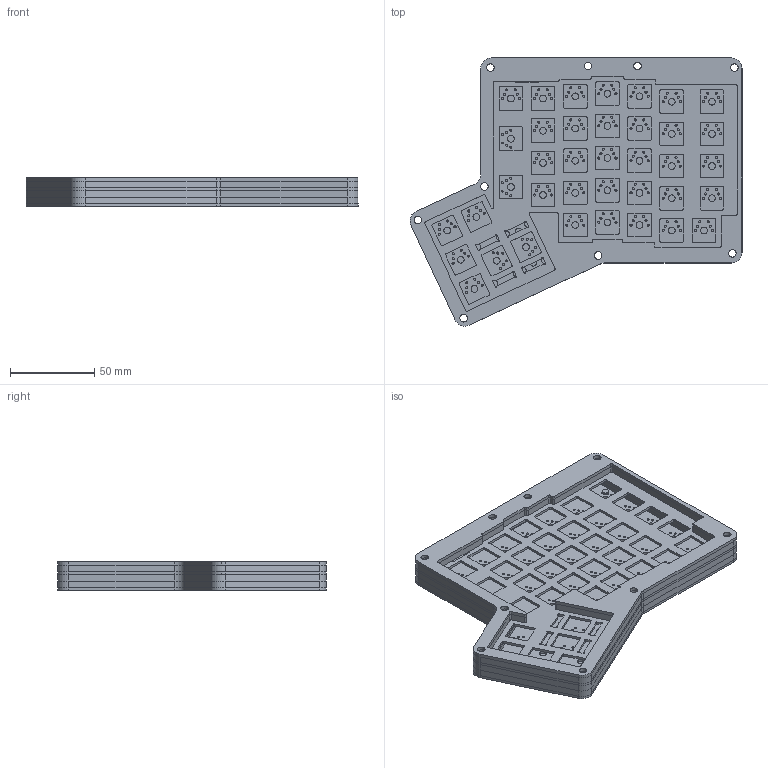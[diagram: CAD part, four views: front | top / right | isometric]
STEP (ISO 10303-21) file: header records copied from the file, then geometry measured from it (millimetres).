
FILE_DESCRIPTION (( 'STEP AP203' ), '1' );
FILE_NAME ('Hot Dox 76 left V1 20181220.STEP', '2019-05-10T01:54:43', ( '' ), ( '' ), 'SwSTEP 2.0', 'SolidWorks 2015', '' );
FILE_SCHEMA (( 'CONFIG_CONTROL_DESIGN' ));
Length unit declared in the file: millimetre
Products named in the file (8): Plate, Spacer, #1_Rev-C; Hot Dox 76 left  V1 20181220; Plate, Top, #1_Rev-C; Plate, Spacer, #2_Rev-C; Plate for Switch Hot Dox V3; Plate, Bottom_Rev-C; PCB; Plate, Top, #2_Rev-C
Assembly tree (7 placements, depth 2):
  Hot Dox 76 left  V1 20181220
    Plate, Bottom_Rev-C
    Plate, Spacer, #2_Rev-C
    Plate, Spacer, #1_Rev-C
    PCB
    Plate for Switch Hot Dox V3
    Plate, Top, #1_Rev-C
    Plate, Top, #2_Rev-C
Bounding box: 196.57 x 158.75 x 17 mm (x, y, z)
Volume: 149766.6 mm3; surface area: 175124.6 mm2
Topology: 8 solids, 8 shells, 1429 faces, 4241 edges, 2828 vertices
Faces by surface type: cylinder 945, plane 476, bspline 8
Entity records: 51189 total; most frequent: DIRECTION 8977, CARTESIAN_POINT 8704, ORIENTED_EDGE 8482, EDGE_CURVE 4241, AXIS2_PLACEMENT_3D 3321, VERTEX_POINT 2828, VECTOR 2335, LINE 2335
